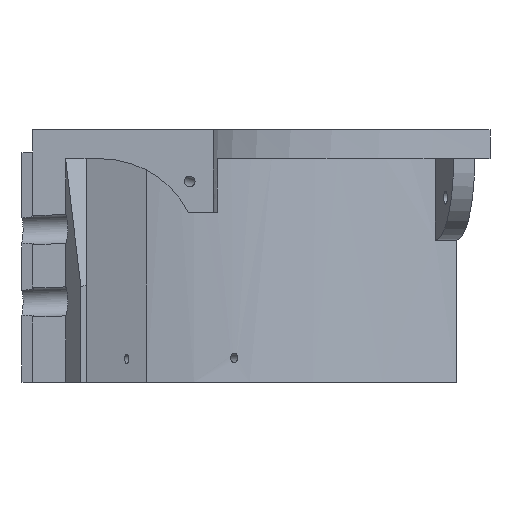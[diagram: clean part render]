
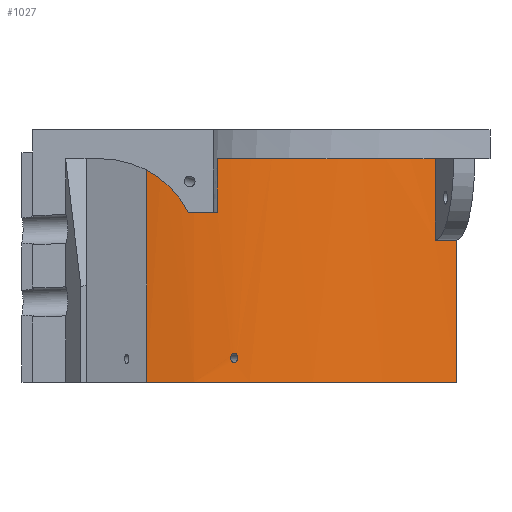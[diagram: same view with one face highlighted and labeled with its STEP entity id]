
A CAD part, front view. The second image highlights one B-rep face of the part: STEP entity #1027.
In plain terms, the highlighted cylindrical face has radius 140.2 mm (diameter 280.4 mm), a partial arc.
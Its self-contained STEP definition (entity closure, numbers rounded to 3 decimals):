
#17=B_SPLINE_CURVE_WITH_KNOTS('',3,(#1589,#1590,#1591,#1592),
 .UNSPECIFIED.,.F.,.F.,(4,4),(0.938,1.512),
 .UNSPECIFIED.);
#18=B_SPLINE_CURVE_WITH_KNOTS('',3,(#1600,#1601,#1602,#1603,#1604,#1605,
#1606,#1607,#1608,#1609,#1610,#1611,#1612,#1613,#1614,#1615,#1616,#1617,
#1618,#1619,#1620,#1621,#1622,#1623,#1624,#1625,#1626,#1627,#1628,#1629,
#1630,#1631,#1632,#1633),.UNSPECIFIED.,.T.,.F.,(4,2,2,2,2,2,2,2,2,2,2,2,
2,2,2,2,4),(0.,0.049,0.098,0.147,
0.196,0.245,0.294,0.343,
0.392,0.441,0.49,0.539,
0.588,0.637,0.686,0.735,
0.784),.UNSPECIFIED.);
#35=FACE_BOUND('',#201,.T.);
#51=CIRCLE('',#1087,140.2);
#58=CIRCLE('',#1135,140.2);
#133=FACE_OUTER_BOUND('',#200,.T.);
#200=EDGE_LOOP('',(#899,#900,#901,#902,#903,#904));
#201=EDGE_LOOP('',(#905));
#260=LINE('',#1596,#360);
#292=LINE('',#1730,#392);
#294=LINE('',#1734,#394);
#360=VECTOR('',#1285,10.);
#392=VECTOR('',#1385,10.);
#394=VECTOR('',#1389,10.);
#480=VERTEX_POINT('',#1561);
#481=VERTEX_POINT('',#1563);
#488=VERTEX_POINT('',#1587);
#489=VERTEX_POINT('',#1588);
#490=VERTEX_POINT('',#1598);
#523=VERTEX_POINT('',#1729);
#524=VERTEX_POINT('',#1733);
#591=EDGE_CURVE('',#481,#480,#51,.T.);
#603=EDGE_CURVE('',#488,#489,#17,.T.);
#606=EDGE_CURVE('',#489,#481,#260,.T.);
#608=EDGE_CURVE('',#490,#490,#18,.T.);
#657=EDGE_CURVE('',#523,#488,#292,.T.);
#659=EDGE_CURVE('',#524,#480,#294,.T.);
#660=EDGE_CURVE('',#523,#524,#58,.T.);
#899=ORIENTED_EDGE('',*,*,#606,.T.);
#900=ORIENTED_EDGE('',*,*,#591,.T.);
#901=ORIENTED_EDGE('',*,*,#659,.F.);
#902=ORIENTED_EDGE('',*,*,#660,.F.);
#903=ORIENTED_EDGE('',*,*,#657,.T.);
#904=ORIENTED_EDGE('',*,*,#603,.T.);
#905=ORIENTED_EDGE('',*,*,#608,.T.);
#988=CYLINDRICAL_SURFACE('',#1134,140.2);
#1027=ADVANCED_FACE('',(#133,#35),#988,.F.);
#1087=AXIS2_PLACEMENT_3D('',#1564,#1252,#1253);
#1134=AXIS2_PLACEMENT_3D('',#1732,#1387,#1388);
#1135=AXIS2_PLACEMENT_3D('',#1735,#1390,#1391);
#1252=DIRECTION('center_axis',(0.,0.,1.));
#1253=DIRECTION('ref_axis',(-0.839,0.544,0.));
#1285=DIRECTION('',(0.,0.,1.));
#1385=DIRECTION('',(0.,0.,1.));
#1387=DIRECTION('center_axis',(0.,0.,1.));
#1388=DIRECTION('ref_axis',(-0.839,0.544,0.));
#1389=DIRECTION('',(0.,0.,1.));
#1390=DIRECTION('center_axis',(0.,0.,1.));
#1391=DIRECTION('ref_axis',(-0.839,0.544,0.));
#1561=CARTESIAN_POINT('',(-117.6,76.33,61.8));
#1563=CARTESIAN_POINT('',(-37.922,134.974,61.8));
#1564=CARTESIAN_POINT('Origin',(0.,0.,
61.8));
#1587=CARTESIAN_POINT('',(-32.111,136.473,39.3));
#1588=CARTESIAN_POINT('',(-37.922,134.974,39.301));
#1589=CARTESIAN_POINT('Ctrl Pts',(-32.111,136.473,39.3));
#1590=CARTESIAN_POINT('Ctrl Pts',(-33.973,136.035,39.3));
#1591=CARTESIAN_POINT('Ctrl Pts',(-35.932,135.533,39.3));
#1592=CARTESIAN_POINT('Ctrl Pts',(-37.922,134.974,39.301));
#1596=CARTESIAN_POINT('',(-37.922,134.974,0.));
#1598=CARTESIAN_POINT('',(-92.539,105.322,6.748));
#1600=CARTESIAN_POINT('Ctrl Pts',(-92.539,105.322,6.748));
#1601=CARTESIAN_POINT('Ctrl Pts',(-92.539,105.322,6.585));
#1602=CARTESIAN_POINT('Ctrl Pts',(-92.563,105.3,6.411));
#1603=CARTESIAN_POINT('Ctrl Pts',(-92.663,105.212,6.091));
#1604=CARTESIAN_POINT('Ctrl Pts',(-92.738,105.146,5.945));
#1605=CARTESIAN_POINT('Ctrl Pts',(-92.911,104.993,5.714));
#1606=CARTESIAN_POINT('Ctrl Pts',(-93.021,104.896,5.614));
#1607=CARTESIAN_POINT('Ctrl Pts',(-93.261,104.683,5.481));
#1608=CARTESIAN_POINT('Ctrl Pts',(-93.391,104.567,5.448));
#1609=CARTESIAN_POINT('Ctrl Pts',(-93.635,104.348,5.448));
#1610=CARTESIAN_POINT('Ctrl Pts',(-93.764,104.232,5.481));
#1611=CARTESIAN_POINT('Ctrl Pts',(-94.003,104.017,5.614));
#1612=CARTESIAN_POINT('Ctrl Pts',(-94.111,103.919,5.714));
#1613=CARTESIAN_POINT('Ctrl Pts',(-94.282,103.764,5.945));
#1614=CARTESIAN_POINT('Ctrl Pts',(-94.356,103.696,6.091));
#1615=CARTESIAN_POINT('Ctrl Pts',(-94.455,103.607,6.411));
#1616=CARTESIAN_POINT('Ctrl Pts',(-94.479,103.585,6.585));
#1617=CARTESIAN_POINT('Ctrl Pts',(-94.479,103.585,6.912));
#1618=CARTESIAN_POINT('Ctrl Pts',(-94.455,103.607,7.086));
#1619=CARTESIAN_POINT('Ctrl Pts',(-94.356,103.696,7.406));
#1620=CARTESIAN_POINT('Ctrl Pts',(-94.282,103.764,7.552));
#1621=CARTESIAN_POINT('Ctrl Pts',(-94.111,103.919,7.783));
#1622=CARTESIAN_POINT('Ctrl Pts',(-94.003,104.017,7.883));
#1623=CARTESIAN_POINT('Ctrl Pts',(-93.764,104.232,8.016));
#1624=CARTESIAN_POINT('Ctrl Pts',(-93.635,104.348,8.048));
#1625=CARTESIAN_POINT('Ctrl Pts',(-93.391,104.567,8.048));
#1626=CARTESIAN_POINT('Ctrl Pts',(-93.261,104.683,8.016));
#1627=CARTESIAN_POINT('Ctrl Pts',(-93.021,104.896,7.883));
#1628=CARTESIAN_POINT('Ctrl Pts',(-92.911,104.993,7.783));
#1629=CARTESIAN_POINT('Ctrl Pts',(-92.738,105.146,7.552));
#1630=CARTESIAN_POINT('Ctrl Pts',(-92.663,105.212,7.406));
#1631=CARTESIAN_POINT('Ctrl Pts',(-92.563,105.3,7.086));
#1632=CARTESIAN_POINT('Ctrl Pts',(-92.539,105.322,6.912));
#1633=CARTESIAN_POINT('Ctrl Pts',(-92.539,105.322,6.748));
#1729=CARTESIAN_POINT('',(-32.111,136.473,0.));
#1730=CARTESIAN_POINT('',(-32.111,136.473,0.));
#1732=CARTESIAN_POINT('Origin',(0.,0.,
0.));
#1733=CARTESIAN_POINT('',(-117.6,76.33,0.));
#1734=CARTESIAN_POINT('',(-117.6,76.33,0.));
#1735=CARTESIAN_POINT('Origin',(0.,0.,
0.));
